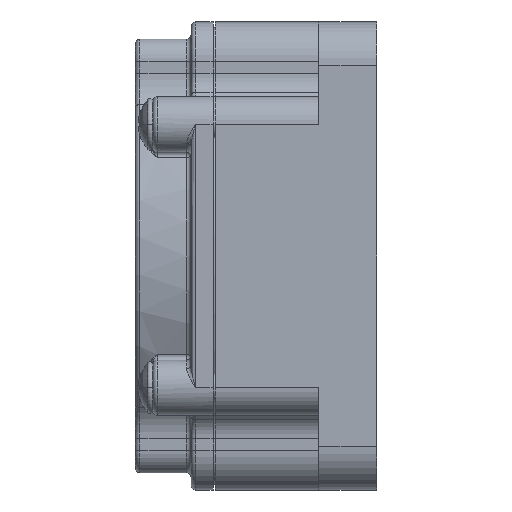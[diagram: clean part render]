
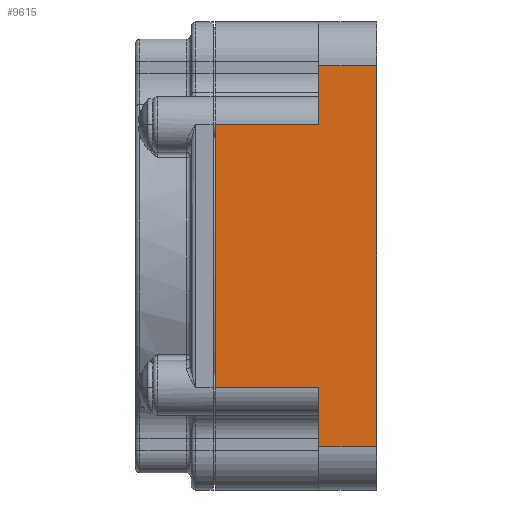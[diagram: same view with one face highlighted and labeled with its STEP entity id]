
A CAD part, left-side view. The second image highlights one B-rep face of the part: STEP entity #9615.
In plain terms, the highlighted planar face has unit normal (-1, 0, 0).
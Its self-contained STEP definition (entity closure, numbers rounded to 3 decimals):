
#1722=DIRECTION('',(0.,0.,1.));
#1723=VECTOR('',#1722,45.466);
#1724=CARTESIAN_POINT('',(-40.07,27.9,-22.733));
#1725=LINE('',#1724,#1723);
#1986=DIRECTION('',(0.,0.,1.));
#1987=VECTOR('',#1986,10.121);
#1988=CARTESIAN_POINT('',(-40.07,10.,-32.854));
#1989=LINE('',#1988,#1987);
#2048=DIRECTION('',(0.,1.,0.));
#2049=VECTOR('',#2048,17.9);
#2050=CARTESIAN_POINT('',(-40.07,10.,-22.733));
#2051=LINE('',#2050,#2049);
#2052=DIRECTION('',(0.,0.,-1.));
#2053=VECTOR('',#2052,65.709);
#2054=CARTESIAN_POINT('',(-40.07,0.,32.854));
#2055=LINE('',#2054,#2053);
#2056=DIRECTION('',(0.,1.,0.));
#2057=VECTOR('',#2056,10.);
#2058=CARTESIAN_POINT('',(-40.07,0.,-32.854));
#2059=LINE('',#2058,#2057);
#2065=DIRECTION('',(0.,1.,0.));
#2066=VECTOR('',#2065,17.9);
#2067=CARTESIAN_POINT('',(-40.07,10.,22.733));
#2068=LINE('',#2067,#2066);
#2078=DIRECTION('',(0.,0.,1.));
#2079=VECTOR('',#2078,10.121);
#2080=CARTESIAN_POINT('',(-40.07,10.,22.733));
#2081=LINE('',#2080,#2079);
#2092=DIRECTION('',(0.,1.,0.));
#2093=VECTOR('',#2092,10.);
#2094=CARTESIAN_POINT('',(-40.07,0.,32.854));
#2095=LINE('',#2094,#2093);
#6128=CARTESIAN_POINT('',(-40.07,0.,32.854));
#6130=VERTEX_POINT('',#6128);
#6141=CARTESIAN_POINT('',(-40.07,0.,-32.854));
#6143=VERTEX_POINT('',#6141);
#6144=CARTESIAN_POINT('',(-40.07,10.,32.854));
#6146=VERTEX_POINT('',#6144);
#6157=CARTESIAN_POINT('',(-40.07,10.,-32.854));
#6159=VERTEX_POINT('',#6157);
#6172=CARTESIAN_POINT('',(-40.07,10.,-22.733));
#6173=VERTEX_POINT('',#6172);
#6174=CARTESIAN_POINT('',(-40.07,10.,22.733));
#6175=VERTEX_POINT('',#6174);
#6269=CARTESIAN_POINT('',(-40.07,27.9,-22.733));
#6271=VERTEX_POINT('',#6269);
#6272=CARTESIAN_POINT('',(-40.07,27.9,22.733));
#6273=VERTEX_POINT('',#6272);
#9596=CARTESIAN_POINT('',(-40.07,0.,-32.854));
#9597=DIRECTION('',(-1.,0.,0.));
#9598=DIRECTION('',(0.,0.,1.));
#9599=AXIS2_PLACEMENT_3D('',#9596,#9597,#9598);
#9600=PLANE('',#9599);
#9601=ORIENTED_EDGE('',*,*,#9518,.T.);
#9602=ORIENTED_EDGE('',*,*,#9591,.T.);
#9603=ORIENTED_EDGE('',*,*,#9275,.T.);
#9605=ORIENTED_EDGE('',*,*,#9604,.F.);
#9607=ORIENTED_EDGE('',*,*,#9606,.T.);
#9609=ORIENTED_EDGE('',*,*,#9608,.F.);
#9610=ORIENTED_EDGE('',*,*,#7404,.T.);
#9612=ORIENTED_EDGE('',*,*,#9611,.T.);
#9613=EDGE_LOOP('',(#9601,#9602,#9603,#9605,#9607,#9609,#9610,#9612));
#9614=FACE_OUTER_BOUND('',#9613,.F.);
#9615=ADVANCED_FACE('',(#9614),#9600,.T.);
#7404=EDGE_CURVE('',#6130,#6143,#2055,.T.);
#9275=EDGE_CURVE('',#6271,#6273,#1725,.T.);
#9518=EDGE_CURVE('',#6159,#6173,#1989,.T.);
#9591=EDGE_CURVE('',#6173,#6271,#2051,.T.);
#9604=EDGE_CURVE('',#6175,#6273,#2068,.T.);
#9606=EDGE_CURVE('',#6175,#6146,#2081,.T.);
#9608=EDGE_CURVE('',#6130,#6146,#2095,.T.);
#9611=EDGE_CURVE('',#6143,#6159,#2059,.T.);
